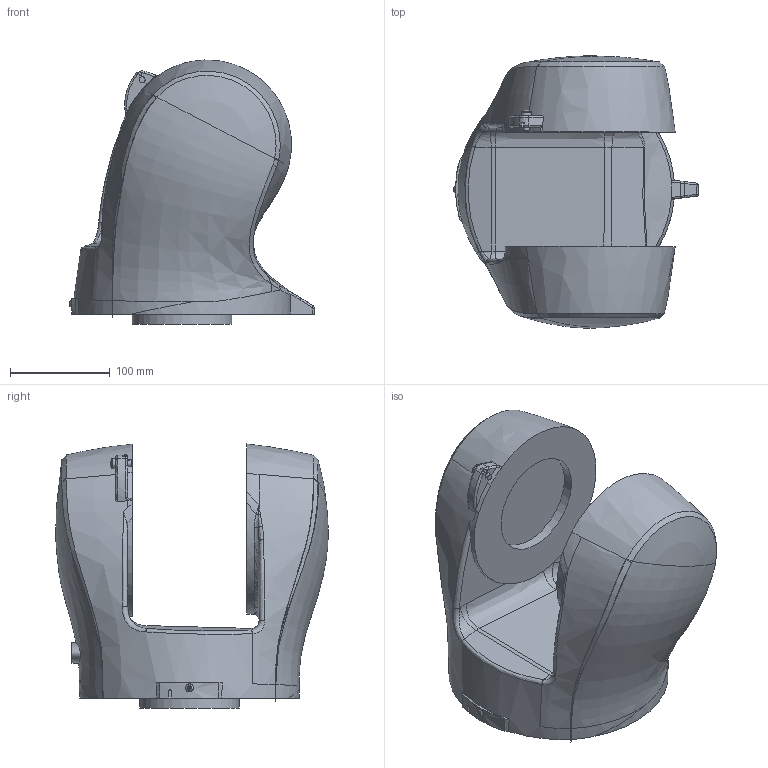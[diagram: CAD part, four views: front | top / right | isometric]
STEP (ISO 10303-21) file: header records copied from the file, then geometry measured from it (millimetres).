
FILE_DESCRIPTION(('FreeCAD Model'),'2;1');
FILE_NAME('joint1.step', '2020-08-11T16:17:18',('Author'),(''), 'Open CASCADE STEP processor 6.8','FreeCAD','Unknown');
FILE_SCHEMA(('AUTOMOTIVE_DESIGN_CC2 { 1 2 10303 214 -1 1 5 4 }'));
Length unit declared in the file: millimetre
Products named in the file (2): ASSEMBLY; COMPOUND016
Assembly tree (1 placements, depth 2):
  ASSEMBLY
    COMPOUND016
Bounding box: 245.99 x 273.76 x 265.26 mm (x, y, z)
Surface area: 287692.8 mm2 (no closed solid volume)
Topology: 0 solids, 1 shells, 175 faces, 449 edges, 283 vertices
Faces by surface type: bspline 96, plane 35, cylinder 26, cone 8, torus 7, sphere 3
Full cylindrical faces by diameter (mm): 4 x2, 6 x1, 8 x1, 10 x1, 100 x3
Entity records: 39766 total; most frequent: CARTESIAN_POINT 33016, B_SPLINE_CURVE_WITH_KNOTS 1023, ORIENTED_EDGE 884, PCURVE 884, DEFINITIONAL_REPRESENTATION 884, DIRECTION 546, EDGE_CURVE 444, SURFACE_CURVE 432
